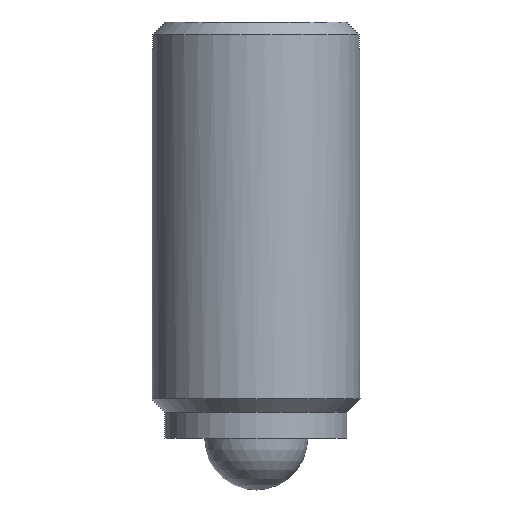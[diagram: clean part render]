
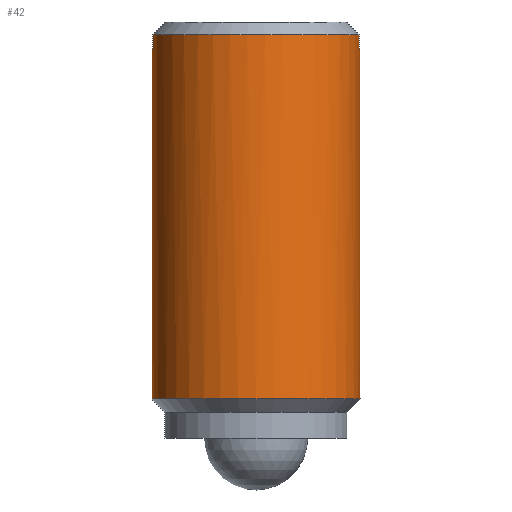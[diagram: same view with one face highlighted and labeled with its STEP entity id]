
A CAD part, left-side view. The second image highlights one B-rep face of the part: STEP entity #42.
In plain terms, the highlighted cylindrical face has radius 4 mm (diameter 8 mm), a full revolution.
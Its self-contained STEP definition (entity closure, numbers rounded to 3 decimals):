
#42 = ADVANCED_FACE( '', ( #86, #87 ), #88, .T. );
#86 = FACE_OUTER_BOUND( '', #133, .T. );
#87 = FACE_OUTER_BOUND( '', #134, .T. );
#88 = CYLINDRICAL_SURFACE( '', #135, 4. );
#133 = EDGE_LOOP( '', ( #191 ) );
#134 = EDGE_LOOP( '', ( #192, #193, #194, #195, #196, #197, #198, #199 ) );
#135 = AXIS2_PLACEMENT_3D( '', #200, #201, #202 );
#191 = ORIENTED_EDGE( '', *, *, #273, .T. );
#192 = ORIENTED_EDGE( '', *, *, #259, .F. );
#193 = ORIENTED_EDGE( '', *, *, #274, .T. );
#194 = ORIENTED_EDGE( '', *, *, #261, .F. );
#195 = ORIENTED_EDGE( '', *, *, #266, .F. );
#196 = ORIENTED_EDGE( '', *, *, #275, .F. );
#197 = ORIENTED_EDGE( '', *, *, #269, .T. );
#198 = ORIENTED_EDGE( '', *, *, #276, .F. );
#199 = ORIENTED_EDGE( '', *, *, #264, .F. );
#200 = CARTESIAN_POINT( '', ( 0., 0., 16. ) );
#201 = DIRECTION( '', ( 0., 0., -1. ) );
#202 = DIRECTION( '', ( 1., 0., 0. ) );
#259 = EDGE_CURVE( '', #294, #296, #297, .F. );
#261 = EDGE_CURVE( '', #298, #300, #301, .T. );
#264 = EDGE_CURVE( '', #296, #304, #305, .T. );
#266 = EDGE_CURVE( '', #306, #298, #308, .T. );
#269 = EDGE_CURVE( '', #313, #310, #314, .T. );
#273 = EDGE_CURVE( '', #319, #319, #320, .T. );
#274 = EDGE_CURVE( '', #294, #300, #321, .T. );
#275 = EDGE_CURVE( '', #313, #306, #322, .F. );
#276 = EDGE_CURVE( '', #304, #310, #323, .T. );
#294 = VERTEX_POINT( '', #345 );
#296 = VERTEX_POINT( '', #350 );
#297 = LINE( '', #351, #352 );
#298 = VERTEX_POINT( '', #353 );
#300 = VERTEX_POINT( '', #356 );
#301 = LINE( '', #357, #358 );
#304 = VERTEX_POINT( '', #364 );
#305 = CIRCLE( '', #365, 4. );
#306 = VERTEX_POINT( '', #366 );
#308 = CIRCLE( '', #369, 4. );
#310 = VERTEX_POINT( '', #371 );
#313 = VERTEX_POINT( '', #377 );
#314 = CIRCLE( '', #378, 4. );
#319 = VERTEX_POINT( '', #386 );
#320 = CIRCLE( '', #387, 4. );
#321 = CIRCLE( '', #388, 4. );
#322 = LINE( '', #389, #390 );
#323 = LINE( '', #391, #392 );
#345 = CARTESIAN_POINT( '', ( 0.5, 3.969, 17.5 ) );
#350 = CARTESIAN_POINT( '', ( 0.5, 3.969, 17. ) );
#351 = CARTESIAN_POINT( '', ( 0.5, 3.969, 16. ) );
#352 = VECTOR( '', #411, 1000. );
#353 = CARTESIAN_POINT( '', ( 0.5, -3.969, 17. ) );
#356 = CARTESIAN_POINT( '', ( 0.5, -3.969, 17.5 ) );
#357 = CARTESIAN_POINT( '', ( 0.5, -3.969, 16. ) );
#358 = VECTOR( '', #413, 1000. );
#364 = CARTESIAN_POINT( '', ( -0.5, 3.969, 17. ) );
#365 = AXIS2_PLACEMENT_3D( '', #414, #415, #416 );
#366 = CARTESIAN_POINT( '', ( -0.5, -3.969, 17. ) );
#369 = AXIS2_PLACEMENT_3D( '', #418, #419, #420 );
#371 = CARTESIAN_POINT( '', ( -0.5, 3.969, 17.5 ) );
#377 = CARTESIAN_POINT( '', ( -0.5, -3.969, 17.5 ) );
#378 = AXIS2_PLACEMENT_3D( '', #421, #422, #423 );
#386 = CARTESIAN_POINT( '', ( 4., 0., 3.5 ) );
#387 = AXIS2_PLACEMENT_3D( '', #427, #428, #429 );
#388 = AXIS2_PLACEMENT_3D( '', #430, #431, #432 );
#389 = CARTESIAN_POINT( '', ( -0.5, -3.969, 16. ) );
#390 = VECTOR( '', #433, 1000. );
#391 = CARTESIAN_POINT( '', ( -0.5, 3.969, 16. ) );
#392 = VECTOR( '', #434, 1000. );
#411 = DIRECTION( '', ( 0., 0., 1. ) );
#413 = DIRECTION( '', ( 0., 0., 1. ) );
#414 = CARTESIAN_POINT( '', ( 0., 0., 17. ) );
#415 = DIRECTION( '', ( 0., 0., 1. ) );
#416 = DIRECTION( '', ( 1., 0., 0. ) );
#418 = CARTESIAN_POINT( '', ( 0., 0., 17. ) );
#419 = DIRECTION( '', ( 0., 0., 1. ) );
#420 = DIRECTION( '', ( 1., 0., 0. ) );
#421 = CARTESIAN_POINT( '', ( 0., 0., 17.5 ) );
#422 = DIRECTION( '', ( 0., 0., -1. ) );
#423 = DIRECTION( '', ( -1., 0., 0. ) );
#427 = CARTESIAN_POINT( '', ( 0., 0., 3.5 ) );
#428 = DIRECTION( '', ( 0., 0., 1. ) );
#429 = DIRECTION( '', ( 1., 0., 0. ) );
#430 = CARTESIAN_POINT( '', ( 0., 0., 17.5 ) );
#431 = DIRECTION( '', ( 0., 0., -1. ) );
#432 = DIRECTION( '', ( -1., 0., 0. ) );
#433 = DIRECTION( '', ( 0., 0., 1. ) );
#434 = DIRECTION( '', ( 0., 0., 1. ) );
